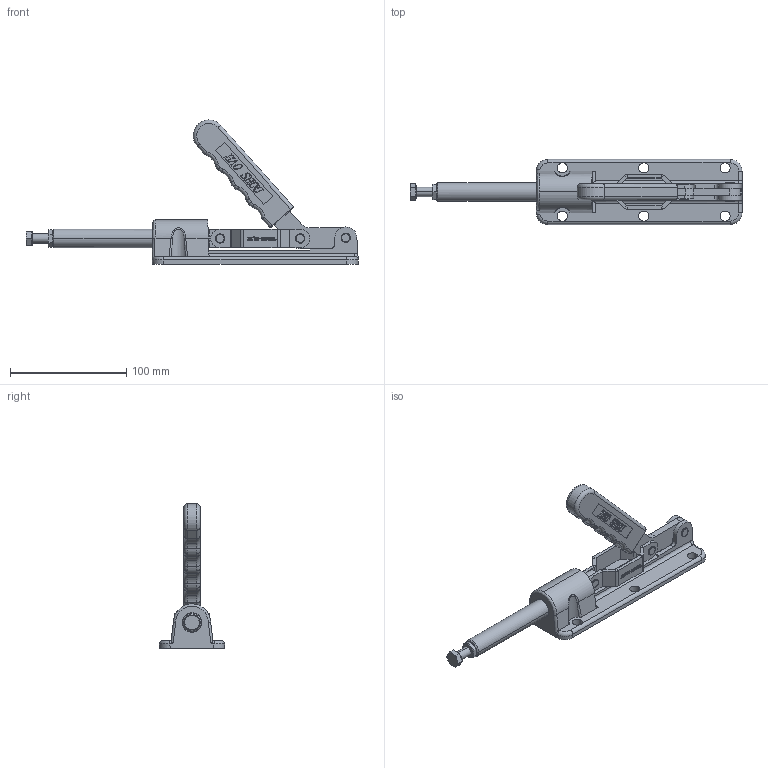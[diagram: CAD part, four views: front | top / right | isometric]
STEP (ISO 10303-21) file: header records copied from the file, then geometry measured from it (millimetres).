
FILE_DESCRIPTION (( 'STEP AP203' ), '1' );
FILE_NAME ('HS-36330ML .STEP', '2019-08-14T10:00:21', ( '微软用户' ), ( '微软中国' ), 'SwSTEP 2.0', 'SolidWorks 2012', '' );
FILE_SCHEMA (( 'CONFIG_CONTROL_DESIGN' ));
Products named in the file (11): HS-36330ML ; 侐源杶616; hex thin nuts-grades ab-chamfered gb_GB_FASTENER_NUT_STNAB M8-N; hexagon head bolts-full thread gb_GB_FASTENER_BOLT_STBAB A M8X40-N; 种; 种1; 挴裝; 忒梟; 蟀裝; 菁釱
Assembly tree (11 placements, depth 2):
  HS-36330ML 
    菁釱
    蟀裝  x2
    忒梟
    种
    挴裝
    种1
    种
    hexagon head bolts-full thread gb_GB_FASTENER_BOLT_STBAB A M8X40-N
    hex thin nuts-grades ab-chamfered gb_GB_FASTENER_NUT_STNAB M8-N
    侐源杶616
Bounding box: 285.54 x 56 x 123.95 mm (x, y, z)
Volume: 188909 mm3; surface area: 70091 mm2
Topology: 11 solids, 11 shells, 1472 faces, 3953 edges, 2586 vertices
Faces by surface type: plane 717, bspline 460, cylinder 219, torus 52, cone 24
Entity records: 46684 total; most frequent: CARTESIAN_POINT 21778, ORIENTED_EDGE 5446, DIRECTION 4014, EDGE_CURVE 2723, VERTEX_POINT 1778, LINE 1616, VECTOR 1616, AXIS2_PLACEMENT_3D 1199
